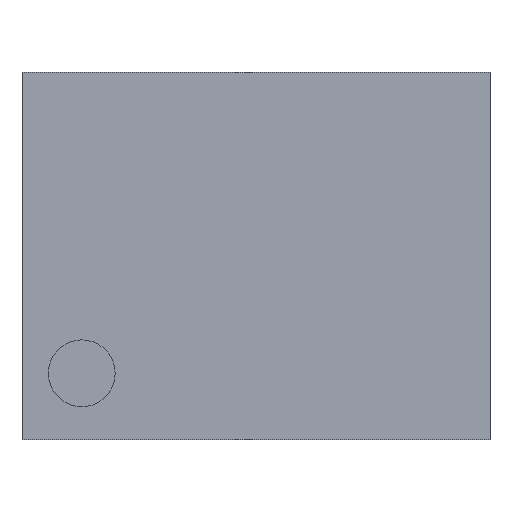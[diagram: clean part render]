
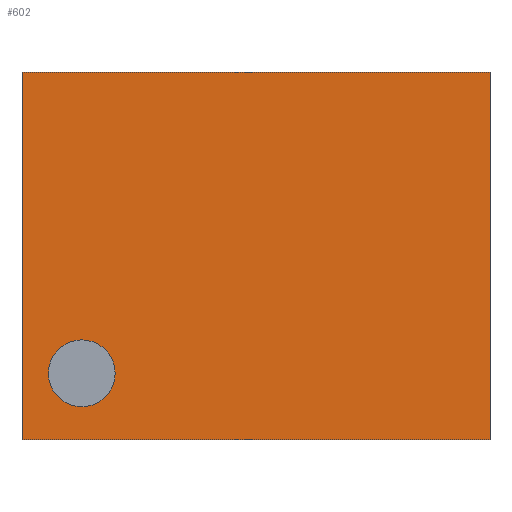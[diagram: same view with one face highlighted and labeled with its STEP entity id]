
A CAD part, top view. The second image highlights one B-rep face of the part: STEP entity #602.
In plain terms, the highlighted planar face has unit normal (0, 0, 1).
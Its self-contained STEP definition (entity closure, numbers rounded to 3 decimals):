
#69=FACE_OUTER_BOUND('',#108,.T.);
#108=EDGE_LOOP('',(#416,#417,#418,#419));
#148=LINE('',#890,#220);
#149=LINE('',#892,#221);
#150=LINE('',#894,#222);
#151=LINE('',#895,#223);
#220=VECTOR('',#709,10.);
#221=VECTOR('',#710,10.);
#222=VECTOR('',#711,10.);
#223=VECTOR('',#712,10.);
#292=VERTEX_POINT('',#888);
#293=VERTEX_POINT('',#889);
#294=VERTEX_POINT('',#891);
#295=VERTEX_POINT('',#893);
#342=EDGE_CURVE('',#292,#293,#148,.T.);
#343=EDGE_CURVE('',#293,#294,#149,.T.);
#344=EDGE_CURVE('',#294,#295,#150,.T.);
#345=EDGE_CURVE('',#295,#292,#151,.T.);
#416=ORIENTED_EDGE('',*,*,#342,.T.);
#417=ORIENTED_EDGE('',*,*,#343,.T.);
#418=ORIENTED_EDGE('',*,*,#344,.T.);
#419=ORIENTED_EDGE('',*,*,#345,.T.);
#564=PLANE('',#650);
#602=ADVANCED_FACE('',(#69),#564,.T.);
#650=AXIS2_PLACEMENT_3D('',#887,#707,#708);
#707=DIRECTION('center_axis',(0.,0.,1.));
#708=DIRECTION('ref_axis',(1.,0.,0.));
#709=DIRECTION('',(0.,1.,0.));
#710=DIRECTION('',(-1.,0.,0.));
#711=DIRECTION('',(0.,-1.,0.));
#712=DIRECTION('',(1.,0.,0.));
#887=CARTESIAN_POINT('Origin',(0.,0.,0.49));
#888=CARTESIAN_POINT('',(0.7,-0.55,0.49));
#889=CARTESIAN_POINT('',(0.7,0.55,0.49));
#890=CARTESIAN_POINT('',(0.7,-0.55,0.49));
#891=CARTESIAN_POINT('',(-0.7,0.55,0.49));
#892=CARTESIAN_POINT('',(0.7,0.55,0.49));
#893=CARTESIAN_POINT('',(-0.7,-0.55,0.49));
#894=CARTESIAN_POINT('',(-0.7,0.55,0.49));
#895=CARTESIAN_POINT('',(-0.7,-0.55,0.49));
